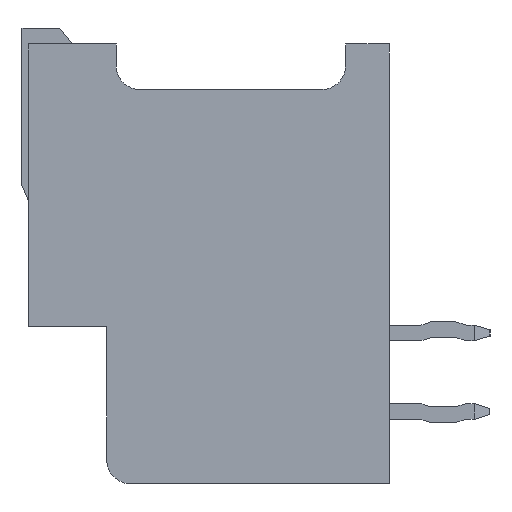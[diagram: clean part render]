
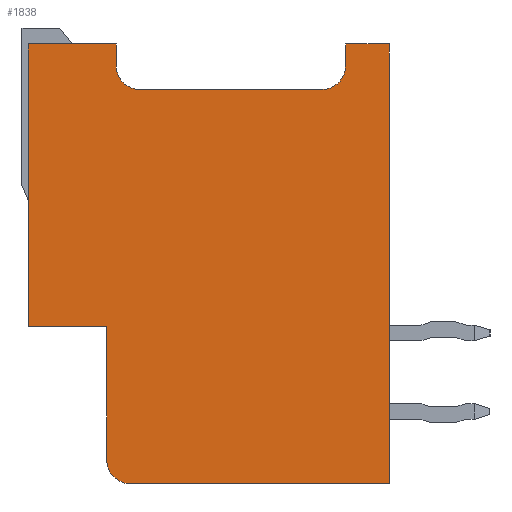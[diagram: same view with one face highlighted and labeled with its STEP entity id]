
A CAD part, left-side view. The second image highlights one B-rep face of the part: STEP entity #1838.
In plain terms, the highlighted planar face has unit normal (-1, 0, 0).
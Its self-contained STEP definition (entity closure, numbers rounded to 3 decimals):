
#1838 = ADVANCED_FACE( '', ( #3884 ), #3885, .F. );
#3884 = FACE_OUTER_BOUND( '', #6228, .T. );
#3885 = PLANE( '', #6229 );
#6228 = EDGE_LOOP( '', ( #10940, #10941, #10942, #10943, #10944, #10945, #10946, #10947, #10948, #10949, #10950, #10951, #10952 ) );
#6229 = AXIS2_PLACEMENT_3D( '', #10953, #10954, #10955 );
#10940 = ORIENTED_EDGE( '', *, *, #16973, .F. );
#10941 = ORIENTED_EDGE( '', *, *, #16974, .T. );
#10942 = ORIENTED_EDGE( '', *, *, #15481, .F. );
#10943 = ORIENTED_EDGE( '', *, *, #16029, .F. );
#10944 = ORIENTED_EDGE( '', *, *, #16975, .F. );
#10945 = ORIENTED_EDGE( '', *, *, #16002, .F. );
#10946 = ORIENTED_EDGE( '', *, *, #16976, .T. );
#10947 = ORIENTED_EDGE( '', *, *, #16939, .F. );
#10948 = ORIENTED_EDGE( '', *, *, #16977, .T. );
#10949 = ORIENTED_EDGE( '', *, *, #16978, .F. );
#10950 = ORIENTED_EDGE( '', *, *, #15829, .F. );
#10951 = ORIENTED_EDGE( '', *, *, #15306, .F. );
#10952 = ORIENTED_EDGE( '', *, *, #16288, .F. );
#10953 = CARTESIAN_POINT( '', ( -21.7, 0., 0. ) );
#10954 = DIRECTION( '', ( 1., 0., 0. ) );
#10955 = DIRECTION( '', ( 0., 0., -1. ) );
#15306 = EDGE_CURVE( '', #18500, #18502, #18503, .T. );
#15481 = EDGE_CURVE( '', #18810, #18812, #18813, .T. );
#15829 = EDGE_CURVE( '', #18502, #19389, #19401, .T. );
#16002 = EDGE_CURVE( '', #19701, #19697, #19703, .T. );
#16029 = EDGE_CURVE( '', #19742, #18810, #19744, .T. );
#16288 = EDGE_CURVE( '', #20142, #18500, #20144, .T. );
#16939 = EDGE_CURVE( '', #21156, #21154, #21158, .T. );
#16973 = EDGE_CURVE( '', #21202, #20142, #21203, .T. );
#16974 = EDGE_CURVE( '', #21202, #18812, #21204, .F. );
#16975 = EDGE_CURVE( '', #19697, #19742, #21205, .T. );
#16976 = EDGE_CURVE( '', #19701, #21154, #21206, .T. );
#16977 = EDGE_CURVE( '', #21156, #21207, #21208, .T. );
#16978 = EDGE_CURVE( '', #19389, #21207, #21209, .T. );
#18500 = VERTEX_POINT( '', #23120 );
#18502 = VERTEX_POINT( '', #23123 );
#18503 = LINE( '', #23124, #23125 );
#18810 = VERTEX_POINT( '', #23574 );
#18812 = VERTEX_POINT( '', #23577 );
#18813 = LINE( '', #23578, #23579 );
#19389 = VERTEX_POINT( '', #24426 );
#19401 = LINE( '', #24445, #24446 );
#19697 = VERTEX_POINT( '', #24895 );
#19701 = VERTEX_POINT( '', #24901 );
#19703 = LINE( '', #24904, #24905 );
#19742 = VERTEX_POINT( '', #24963 );
#19744 = LINE( '', #24966, #24967 );
#20142 = VERTEX_POINT( '', #25560 );
#20144 = LINE( '', #25563, #25564 );
#21154 = VERTEX_POINT( '', #27134 );
#21156 = VERTEX_POINT( '', #27137 );
#21158 = LINE( '', #27140, #27141 );
#21202 = VERTEX_POINT( '', #27206 );
#21203 = LINE( '', #27207, #27208 );
#21204 = CIRCLE( '', #27209, 0.75 );
#21205 = LINE( '', #27210, #27211 );
#21206 = CIRCLE( '', #27212, 0.75 );
#21207 = VERTEX_POINT( '', #27213 );
#21208 = CIRCLE( '', #27214, 0.75 );
#21209 = LINE( '', #27215, #27216 );
#23120 = CARTESIAN_POINT( '', ( -21.7, 7., -2. ) );
#23123 = CARTESIAN_POINT( '', ( -21.7, 7., 7. ) );
#23124 = CARTESIAN_POINT( '', ( -21.7, 7., -2. ) );
#23125 = VECTOR( '', #29224, 1000. );
#23574 = CARTESIAN_POINT( '', ( -21.7, -4.5, -7. ) );
#23577 = CARTESIAN_POINT( '', ( -21.7, 3.75, -7. ) );
#23578 = CARTESIAN_POINT( '', ( -21.7, -4.5, -7. ) );
#23579 = VECTOR( '', #29371, 1000. );
#24426 = CARTESIAN_POINT( '', ( -21.7, 4.2, 7. ) );
#24445 = CARTESIAN_POINT( '', ( -21.7, 7., 7. ) );
#24446 = VECTOR( '', #29656, 1000. );
#24895 = CARTESIAN_POINT( '', ( -21.7, -3.1, 7. ) );
#24901 = CARTESIAN_POINT( '', ( -21.7, -3.1, 6.3 ) );
#24904 = CARTESIAN_POINT( '', ( -21.7, -3.1, 5.55 ) );
#24905 = VECTOR( '', #29813, 1000. );
#24963 = CARTESIAN_POINT( '', ( -21.7, -4.5, 7. ) );
#24966 = CARTESIAN_POINT( '', ( -21.7, -4.5, 7. ) );
#24967 = VECTOR( '', #29834, 1000. );
#25560 = CARTESIAN_POINT( '', ( -21.7, 4.5, -2. ) );
#25563 = CARTESIAN_POINT( '', ( -21.7, 4.5, -2. ) );
#25564 = VECTOR( '', #30034, 1000. );
#27134 = CARTESIAN_POINT( '', ( -21.7, -2.35, 5.55 ) );
#27137 = CARTESIAN_POINT( '', ( -21.7, 3.45, 5.55 ) );
#27140 = CARTESIAN_POINT( '', ( -21.7, 4.2, 5.55 ) );
#27141 = VECTOR( '', #30603, 1000. );
#27206 = CARTESIAN_POINT( '', ( -21.7, 4.5, -6.25 ) );
#27207 = CARTESIAN_POINT( '', ( -21.7, 4.5, -7. ) );
#27208 = VECTOR( '', #30625, 1000. );
#27209 = AXIS2_PLACEMENT_3D( '', #30626, #30627, #30628 );
#27210 = CARTESIAN_POINT( '', ( -21.7, -3.1, 7. ) );
#27211 = VECTOR( '', #30629, 1000. );
#27212 = AXIS2_PLACEMENT_3D( '', #30630, #30631, #30632 );
#27213 = CARTESIAN_POINT( '', ( -21.7, 4.2, 6.3 ) );
#27214 = AXIS2_PLACEMENT_3D( '', #30633, #30634, #30635 );
#27215 = CARTESIAN_POINT( '', ( -21.7, 4.2, 7. ) );
#27216 = VECTOR( '', #30636, 1000. );
#29224 = DIRECTION( '', ( 0., 0., 1. ) );
#29371 = DIRECTION( '', ( 0., 1., 0. ) );
#29656 = DIRECTION( '', ( 0., -1., 0. ) );
#29813 = DIRECTION( '', ( 0., 0., 1. ) );
#29834 = DIRECTION( '', ( 0., 0., -1. ) );
#30034 = DIRECTION( '', ( 0., 1., 0. ) );
#30603 = DIRECTION( '', ( 0., -1., 0. ) );
#30625 = DIRECTION( '', ( 0., 0., 1. ) );
#30626 = CARTESIAN_POINT( '', ( -21.7, 3.75, -6.25 ) );
#30627 = DIRECTION( '', ( 1., 0., 0. ) );
#30628 = DIRECTION( '', ( 0., 0., -1. ) );
#30629 = DIRECTION( '', ( 0., -1., 0. ) );
#30630 = CARTESIAN_POINT( '', ( -21.7, -2.35, 6.3 ) );
#30631 = DIRECTION( '', ( 1., 0., 0. ) );
#30632 = DIRECTION( '', ( 0., 0., -1. ) );
#30633 = CARTESIAN_POINT( '', ( -21.7, 3.45, 6.3 ) );
#30634 = DIRECTION( '', ( 1., 0., 0. ) );
#30635 = DIRECTION( '', ( 0., 0., -1. ) );
#30636 = DIRECTION( '', ( 0., 0., -1. ) );
